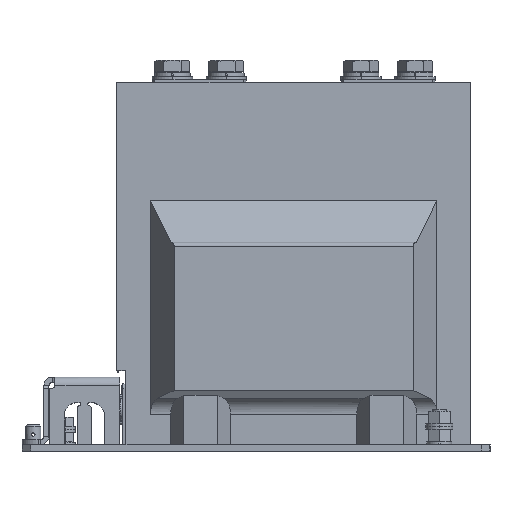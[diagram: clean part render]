
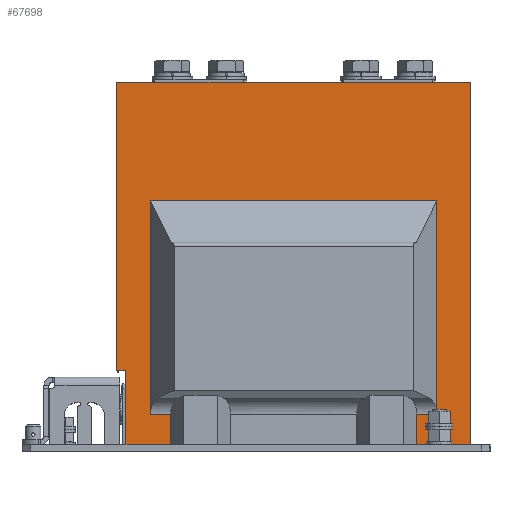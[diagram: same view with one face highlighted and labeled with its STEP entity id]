
A CAD part, top view. The second image highlights one B-rep face of the part: STEP entity #67698.
In plain terms, the highlighted planar face has unit normal (0, 0, 1).
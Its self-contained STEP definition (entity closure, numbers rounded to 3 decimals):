
#3532 = ORIENTED_EDGE ( 'NONE', *, *, #135131, .F. ) ;
#6336 = CARTESIAN_POINT ( 'NONE',  ( 73.044, 17.896, 50. ) ) ;
#8590 = CARTESIAN_POINT ( 'NONE',  ( -100., 0., 50. ) ) ;
#11905 = LINE ( 'NONE', #54080, #173572 ) ;
#12396 = EDGE_CURVE ( 'NONE', #27671, #109669, #194691, .T. ) ;
#13439 = VERTEX_POINT ( 'NONE', #59765 ) ;
#13891 = VECTOR ( 'NONE', #76626, 1000. ) ;
#16550 = VERTEX_POINT ( 'NONE', #8590 ) ;
#21660 = VECTOR ( 'NONE', #53902, 1000. ) ;
#23826 = ORIENTED_EDGE ( 'NONE', *, *, #155706, .T. ) ;
#23900 = ORIENTED_EDGE ( 'NONE', *, *, #61833, .T. ) ;
#25885 = CARTESIAN_POINT ( 'NONE',  ( 105., 145.027, 50. ) ) ;
#27013 = ORIENTED_EDGE ( 'NONE', *, *, #99912, .T. ) ;
#27671 = VERTEX_POINT ( 'NONE', #97722 ) ;
#29323 = DIRECTION ( 'NONE',  ( 0., 1., 0. ) ) ;
#29444 = LINE ( 'NONE', #63530, #173560 ) ;
#32577 = CARTESIAN_POINT ( 'NONE',  ( -73.044, 17.896, 50. ) ) ;
#34350 = LINE ( 'NONE', #149883, #120344 ) ;
#35400 = ORIENTED_EDGE ( 'NONE', *, *, #62141, .F. ) ;
#37235 = ORIENTED_EDGE ( 'NONE', *, *, #185625, .F. ) ;
#41152 = CARTESIAN_POINT ( 'NONE',  ( 73.044, 500000., 50. ) ) ;
#41348 = VECTOR ( 'NONE', #119859, 1000. ) ;
#42209 = ORIENTED_EDGE ( 'NONE', *, *, #150621, .T. ) ;
#44435 = CARTESIAN_POINT ( 'NONE',  ( -105., 44., 50. ) ) ;
#44721 = EDGE_CURVE ( 'NONE', #45640, #13439, #122268, .T. ) ;
#45640 = VERTEX_POINT ( 'NONE', #6336 ) ;
#47654 = CARTESIAN_POINT ( 'NONE',  ( -85., 145.027, 50. ) ) ;
#53902 = DIRECTION ( 'NONE',  ( -1., 0., 0. ) ) ;
#54080 = CARTESIAN_POINT ( 'NONE',  ( -105., 215., 50. ) ) ;
#57423 = DIRECTION ( 'NONE',  ( 0., -1., 0. ) ) ;
#59765 = CARTESIAN_POINT ( 'NONE',  ( 85., 17.896, 50. ) ) ;
#61833 = EDGE_CURVE ( 'NONE', #124757, #91630, #11905, .T. ) ;
#62141 = EDGE_CURVE ( 'NONE', #148913, #169710, #34350, .T. ) ;
#63530 = CARTESIAN_POINT ( 'NONE',  ( -100., 215., 50. ) ) ;
#65615 = VERTEX_POINT ( 'NONE', #47654 ) ;
#67335 = LINE ( 'NONE', #92644, #115438 ) ;
#67698 = ADVANCED_FACE ( 'NONE', ( #102106 ), #79918, .F. ) ;
#68526 = ORIENTED_EDGE ( 'NONE', *, *, #44721, .F. ) ;
#68639 = DIRECTION ( 'NONE',  ( 1., 0., 0. ) ) ;
#69802 = ORIENTED_EDGE ( 'NONE', *, *, #12396, .F. ) ;
#70657 = LINE ( 'NONE', #41152, #189379 ) ;
#74665 = LINE ( 'NONE', #166285, #193377 ) ;
#76626 = DIRECTION ( 'NONE',  ( 0., -1., 0. ) ) ;
#78937 = CARTESIAN_POINT ( 'NONE',  ( -73.044, 500000., 50. ) ) ;
#79918 = PLANE ( 'NONE',  #188210 ) ;
#85809 = CARTESIAN_POINT ( 'NONE',  ( -85., 17.896, 50. ) ) ;
#91630 = VERTEX_POINT ( 'NONE', #44435 ) ;
#92644 = CARTESIAN_POINT ( 'NONE',  ( 105., 0., 50. ) ) ;
#92967 = CARTESIAN_POINT ( 'NONE',  ( 105., 215., 50. ) ) ;
#93268 = VERTEX_POINT ( 'NONE', #177316 ) ;
#94364 = ORIENTED_EDGE ( 'NONE', *, *, #112117, .F. ) ;
#95306 = DIRECTION ( 'NONE',  ( 0., -1., 0. ) ) ;
#96279 = DIRECTION ( 'NONE',  ( 0., 0., -1. ) ) ;
#97393 = VECTOR ( 'NONE', #132512, 1000. ) ;
#97722 = CARTESIAN_POINT ( 'NONE',  ( 105., 0., 50. ) ) ;
#99857 = LINE ( 'NONE', #92967, #13891 ) ;
#99912 = EDGE_CURVE ( 'NONE', #148913, #65615, #74665, .T. ) ;
#102106 = FACE_OUTER_BOUND ( 'NONE', #203724, .T. ) ;
#102787 = DIRECTION ( 'NONE',  ( 0., 1., 0. ) ) ;
#106786 = LINE ( 'NONE', #109935, #149679 ) ;
#107638 = LINE ( 'NONE', #133686, #21660 ) ;
#108862 = DIRECTION ( 'NONE',  ( -1., 0., 0. ) ) ;
#109669 = VERTEX_POINT ( 'NONE', #206263 ) ;
#109935 = CARTESIAN_POINT ( 'NONE',  ( 85., -55., 50. ) ) ;
#110553 = CARTESIAN_POINT ( 'NONE',  ( 85., 145.027, 50. ) ) ;
#112117 = EDGE_CURVE ( 'NONE', #93268, #16550, #67335, .T. ) ;
#115438 = VECTOR ( 'NONE', #108862, 1000. ) ;
#116345 = CARTESIAN_POINT ( 'NONE',  ( 105., 44., 50. ) ) ;
#117415 = ORIENTED_EDGE ( 'NONE', *, *, #178782, .F. ) ;
#119859 = DIRECTION ( 'NONE',  ( 1., 0., 0. ) ) ;
#120344 = VECTOR ( 'NONE', #68639, 1000. ) ;
#122268 = LINE ( 'NONE', #199572, #41348 ) ;
#124757 = VERTEX_POINT ( 'NONE', #183458 ) ;
#132512 = DIRECTION ( 'NONE',  ( -1., 0., 0. ) ) ;
#133686 = CARTESIAN_POINT ( 'NONE',  ( 105., 215., 50. ) ) ;
#133932 = CARTESIAN_POINT ( 'NONE',  ( -100., 44., 50. ) ) ;
#134551 = DIRECTION ( 'NONE',  ( 0., -1., 0. ) ) ;
#135131 = EDGE_CURVE ( 'NONE', #173140, #27671, #99857, .T. ) ;
#135970 = EDGE_CURVE ( 'NONE', #192170, #65615, #149836, .T. ) ;
#137590 = LINE ( 'NONE', #78937, #175508 ) ;
#138194 = DIRECTION ( 'NONE',  ( -1., 0., 0. ) ) ;
#139338 = EDGE_CURVE ( 'NONE', #173140, #124757, #107638, .T. ) ;
#140227 = LINE ( 'NONE', #116345, #97393 ) ;
#142846 = ORIENTED_EDGE ( 'NONE', *, *, #139338, .T. ) ;
#144790 = VECTOR ( 'NONE', #138194, 1000. ) ;
#148913 = VERTEX_POINT ( 'NONE', #85809 ) ;
#149679 = VECTOR ( 'NONE', #29323, 1000. ) ;
#149836 = LINE ( 'NONE', #25885, #144790 ) ;
#149883 = CARTESIAN_POINT ( 'NONE',  ( -135., 17.896, 50. ) ) ;
#150621 = EDGE_CURVE ( 'NONE', #45640, #109669, #70657, .T. ) ;
#151774 = VECTOR ( 'NONE', #169108, 1000. ) ;
#152894 = CARTESIAN_POINT ( 'NONE',  ( 105., 0., 50. ) ) ;
#155706 = EDGE_CURVE ( 'NONE', #173412, #16550, #29444, .T. ) ;
#160433 = CARTESIAN_POINT ( 'NONE',  ( 105., 215., 50. ) ) ;
#166285 = CARTESIAN_POINT ( 'NONE',  ( -85., -55., 50. ) ) ;
#169108 = DIRECTION ( 'NONE',  ( -1., 0., 0. ) ) ;
#169710 = VERTEX_POINT ( 'NONE', #32577 ) ;
#173140 = VERTEX_POINT ( 'NONE', #203900 ) ;
#173412 = VERTEX_POINT ( 'NONE', #133932 ) ;
#173560 = VECTOR ( 'NONE', #176552, 1000. ) ;
#173572 = VECTOR ( 'NONE', #134551, 1000. ) ;
#175508 = VECTOR ( 'NONE', #95306, 1000. ) ;
#176552 = DIRECTION ( 'NONE',  ( 0., -1., 0. ) ) ;
#177316 = CARTESIAN_POINT ( 'NONE',  ( -73.044, 0., 50. ) ) ;
#178782 = EDGE_CURVE ( 'NONE', #169710, #93268, #137590, .T. ) ;
#183458 = CARTESIAN_POINT ( 'NONE',  ( -105., 215., 50. ) ) ;
#185625 = EDGE_CURVE ( 'NONE', #173412, #91630, #140227, .T. ) ;
#188210 = AXIS2_PLACEMENT_3D ( 'NONE', #160433, #96279, #209134 ) ;
#189379 = VECTOR ( 'NONE', #57423, 1000. ) ;
#192170 = VERTEX_POINT ( 'NONE', #110553 ) ;
#193377 = VECTOR ( 'NONE', #102787, 1000. ) ;
#194691 = LINE ( 'NONE', #152894, #151774 ) ;
#195969 = ORIENTED_EDGE ( 'NONE', *, *, #135970, .F. ) ;
#196615 = EDGE_CURVE ( 'NONE', #13439, #192170, #106786, .T. ) ;
#199572 = CARTESIAN_POINT ( 'NONE',  ( -135., 17.896, 50. ) ) ;
#203724 = EDGE_LOOP ( 'NONE', ( #117415, #35400, #27013, #195969, #208427, #68526, #42209, #69802, #3532, #142846, #23900, #37235, #23826, #94364 ) ) ;
#203900 = CARTESIAN_POINT ( 'NONE',  ( 105., 215., 50. ) ) ;
#206263 = CARTESIAN_POINT ( 'NONE',  ( 73.044, 0., 50. ) ) ;
#208427 = ORIENTED_EDGE ( 'NONE', *, *, #196615, .F. ) ;
#209134 = DIRECTION ( 'NONE',  ( 0., 1., 0. ) ) ;
